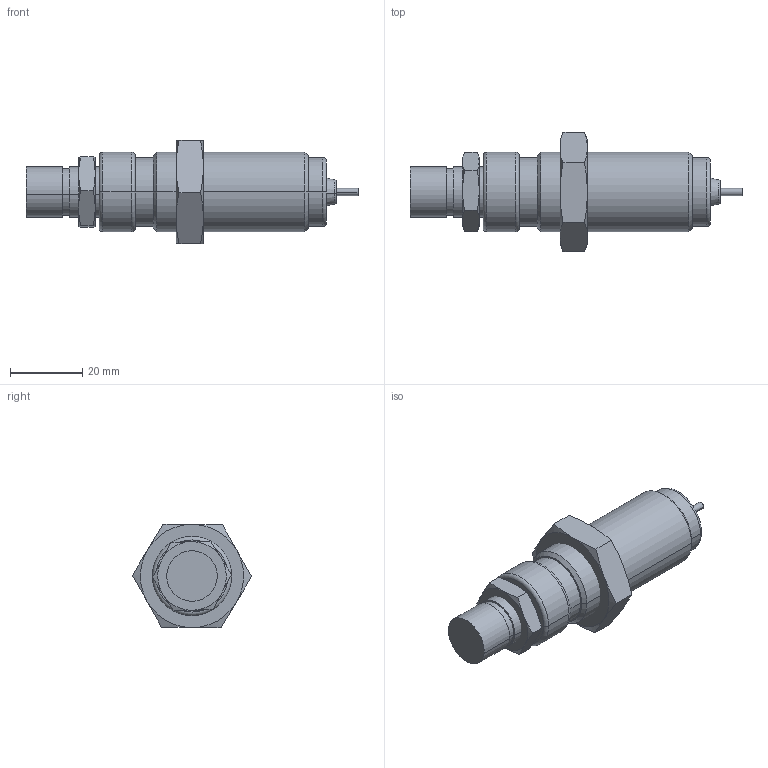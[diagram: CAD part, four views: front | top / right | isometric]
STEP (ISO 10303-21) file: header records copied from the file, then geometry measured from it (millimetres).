
FILE_DESCRIPTION (( 'STEP AP214' ), '1' );
FILE_NAME ('os-2325 - POS-240 .STEP', '2019-08-16T12:16:45', ( '' ), ( '' ), 'SwSTEP 2.0', 'SolidWorks 2019', '' );
FILE_SCHEMA (( 'AUTOMOTIVE_DESIGN' ));
Length unit declared in the file: millimetre
Products named in the file (11): OS-2325 - POS-242; OS-2325 - POS-243; OS-2325 - POS-244; OS-2325 - POS-241; OS-2325 - POS-245; os-2325 - POS-240 
Assembly tree (5 placements, depth 2):
  OS-2325 - POS-242
  OS-2325 - POS-243
  OS-2325 - POS-241
  OS-2325 - POS-245
  os-2325 - POS-240 
    OS-2325 - POS-241
    OS-2325 - POS-242
    OS-2325 - POS-243
    OS-2325 - POS-244
    OS-2325 - POS-245
Bounding box: 92 x 33.02 x 28.82 mm (x, y, z)
Volume: 28851.9 mm3; surface area: 14144.8 mm2
Topology: 5 solids, 5 shells, 116 faces, 242 edges, 140 vertices
Faces by surface type: cone 44, cylinder 28, plane 26, torus 18
Entity records: 3782 total; most frequent: CARTESIAN_POINT 753, DIRECTION 574, ORIENTED_EDGE 484, AXIS2_PLACEMENT_3D 257, EDGE_CURVE 242, VERTEX_POINT 140, CIRCLE 132, EDGE_LOOP 128
